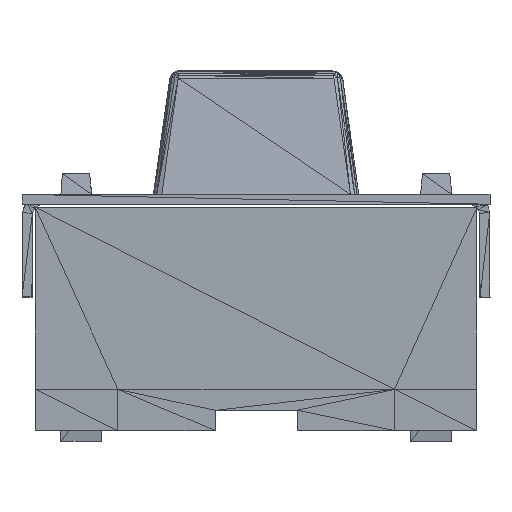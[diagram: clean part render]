
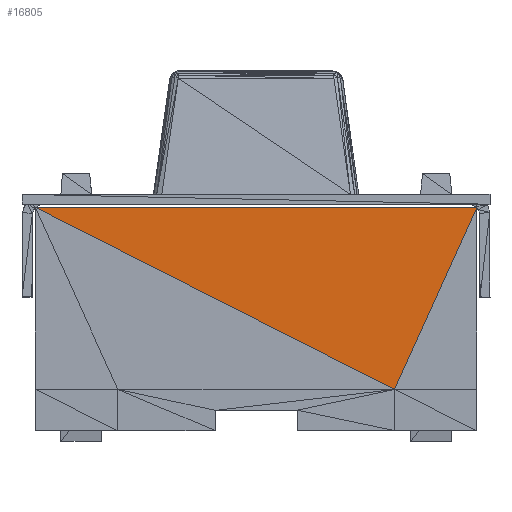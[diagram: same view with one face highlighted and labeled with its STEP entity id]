
A CAD part, top view. The second image highlights one B-rep face of the part: STEP entity #16805.
In plain terms, the highlighted planar face has unit normal (0, 0, 1).
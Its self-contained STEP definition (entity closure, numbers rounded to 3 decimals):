
#610=FACE_OUTER_BOUND('',#2082,.T.);
#2082=EDGE_LOOP('',(#12103,#12104,#12105));
#3630=LINE('',#25667,#5838);
#3914=LINE('',#26235,#6122);
#3917=LINE('',#26240,#6125);
#5838=VECTOR('',#20694,10.);
#6122=VECTOR('',#21310,10.);
#6125=VECTOR('',#21317,10.);
#7608=VERTEX_POINT('',#25605);
#7621=VERTEX_POINT('',#25659);
#7740=VERTEX_POINT('',#26234);
#8785=EDGE_CURVE('',#7608,#7621,#3630,.T.);
#9069=EDGE_CURVE('',#7740,#7608,#3914,.T.);
#9072=EDGE_CURVE('',#7740,#7621,#3917,.T.);
#12103=ORIENTED_EDGE('',*,*,#9072,.T.);
#12104=ORIENTED_EDGE('',*,*,#8785,.F.);
#12105=ORIENTED_EDGE('',*,*,#9069,.F.);
#15333=PLANE('',#18292);
#16805=ADVANCED_FACE('',(#610),#15333,.T.);
#18292=AXIS2_PLACEMENT_3D('',#26239,#21315,#21316);
#20694=DIRECTION('',(1.,0.,0.));
#21310=DIRECTION('',(-0.892,0.452,0.));
#21315=DIRECTION('center_axis',(0.,0.,
1.));
#21316=DIRECTION('ref_axis',(1.,0.,0.));
#21317=DIRECTION('',(0.413,0.911,0.));
#25605=CARTESIAN_POINT('',(-2.163,-0.079,-1.46));
#25659=CARTESIAN_POINT('',(2.138,-0.079,-1.458));
#25667=CARTESIAN_POINT('',(-2.163,-0.079,-1.46));
#26234=CARTESIAN_POINT('',(1.334,-1.852,-1.458));
#26235=CARTESIAN_POINT('',(1.334,-1.852,-1.458));
#26239=CARTESIAN_POINT('Origin',(-2.163,-0.079,-1.46));
#26240=CARTESIAN_POINT('',(1.334,-1.852,-1.458));
